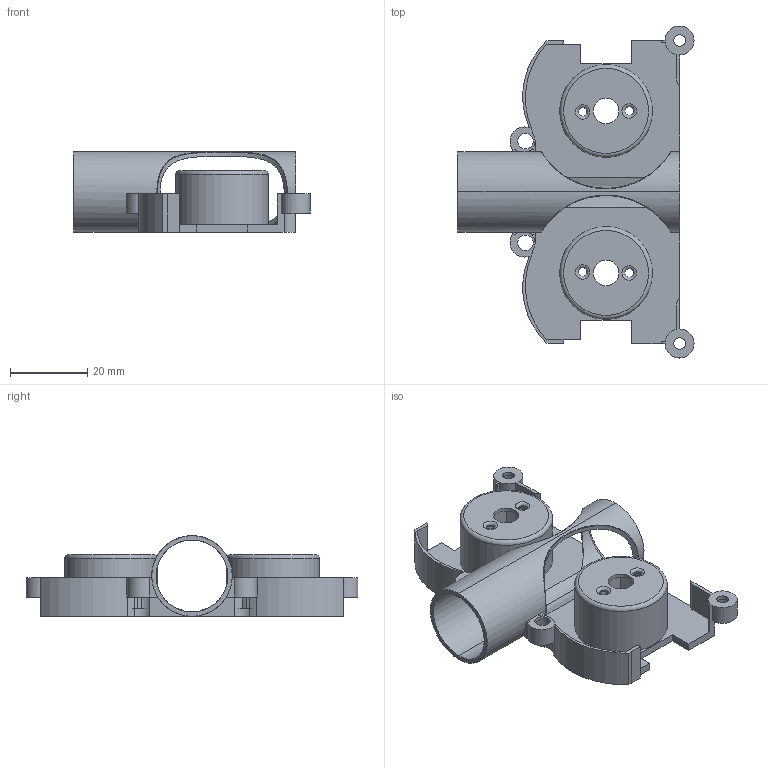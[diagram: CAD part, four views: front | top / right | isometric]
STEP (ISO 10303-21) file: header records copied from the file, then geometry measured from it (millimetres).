
FILE_DESCRIPTION(/* description */ (''),/* implementation_level */ '2;1');
FILE_NAME(/* name */ 'BigPowerElectric_Pistol_42.0mm_Daybreak.step',/* time_stamp */ '2022-07-12T10:27:00-05:00',/* author */ (''),/* organization */ (''),/* preprocessor_version */ 'ST-DEVELOPER v19',/* originating_system */ 'Autodesk Translation Framework v11.7.0.108',/* authorisation */ '');
FILE_SCHEMA (('AUTOMOTIVE_DESIGN { 1 0 10303 214 3 1 1 }'));
Length unit declared in the file: millimetre
Products named in the file (1): BigPowerElectric_Pistol_42.0mm_Daybreak
Bounding box: 61.15 x 85.95 x 20.89 mm (x, y, z)
Volume: 12044.4 mm3; surface area: 16272.7 mm2
Topology: 1 solids, 1 shells, 1290 faces, 3686 edges, 2456 vertices
Faces by surface type: bspline 847, plane 387, cylinder 48, torus 8
Full cylindrical faces by diameter (mm): 2.25 x4, 3 x2, 4 x2, 6 x4, 6.6 x2, 24 x2
Entity records: 50782 total; most frequent: CARTESIAN_POINT 22786, ORIENTED_EDGE 7372, EDGE_CURVE 3686, DIRECTION 3001, VERTEX_POINT 2456, LINE 1827, VECTOR 1827, B_SPLINE_CURVE_WITH_KNOTS 1716
